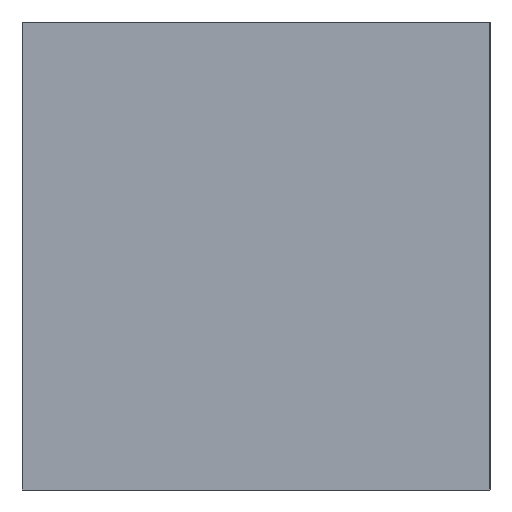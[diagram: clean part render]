
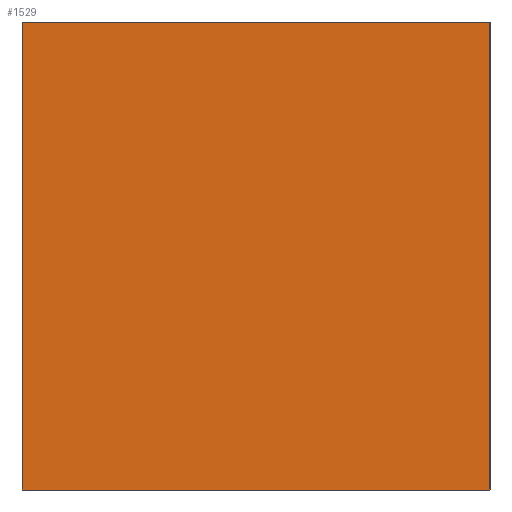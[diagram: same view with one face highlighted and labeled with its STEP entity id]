
A CAD part, front view. The second image highlights one B-rep face of the part: STEP entity #1529.
In plain terms, the highlighted planar face has unit normal (0, -1, 0).
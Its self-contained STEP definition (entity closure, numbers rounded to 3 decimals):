
#1529 = ADVANCED_FACE( '', ( #3152 ), #3153, .T. );
#3152 = FACE_OUTER_BOUND( '', #4796, .T. );
#3153 = PLANE( '', #4797 );
#4796 = EDGE_LOOP( '', ( #9907, #9908, #9909, #9910 ) );
#4797 = AXIS2_PLACEMENT_3D( '', #9911, #9912, #9913 );
#9907 = ORIENTED_EDGE( '', *, *, #10360, .T. );
#9908 = ORIENTED_EDGE( '', *, *, #11774, .T. );
#9909 = ORIENTED_EDGE( '', *, *, #10015, .T. );
#9910 = ORIENTED_EDGE( '', *, *, #11813, .T. );
#9911 = CARTESIAN_POINT( '', ( 0., 0., 0. ) );
#9912 = DIRECTION( '', ( 0., -1., 0. ) );
#9913 = DIRECTION( '', ( 0., 0., -1. ) );
#10015 = EDGE_CURVE( '', #11969, #11970, #11971, .T. );
#10360 = EDGE_CURVE( '', #12565, #12566, #12567, .T. );
#11774 = EDGE_CURVE( '', #12566, #11969, #14615, .T. );
#11813 = EDGE_CURVE( '', #11970, #12565, #14656, .T. );
#11969 = VERTEX_POINT( '', #14987 );
#11970 = VERTEX_POINT( '', #14988 );
#11971 = LINE( '', #14989, #14990 );
#12565 = VERTEX_POINT( '', #15983 );
#12566 = VERTEX_POINT( '', #15984 );
#12567 = LINE( '', #15985, #15986 );
#14615 = LINE( '', #19534, #19535 );
#14656 = LINE( '', #19632, #19633 );
#14987 = CARTESIAN_POINT( '', ( 60., 0., -60. ) );
#14988 = CARTESIAN_POINT( '', ( 60., 0., 60. ) );
#14989 = CARTESIAN_POINT( '', ( 60., 0., -60. ) );
#14990 = VECTOR( '', #19707, 1000. );
#15983 = CARTESIAN_POINT( '', ( -60., 0., 60. ) );
#15984 = CARTESIAN_POINT( '', ( -60., 0., -60. ) );
#15985 = CARTESIAN_POINT( '', ( -60., 0., 60. ) );
#15986 = VECTOR( '', #19901, 1000. );
#19534 = CARTESIAN_POINT( '', ( -60., 0., -60. ) );
#19535 = VECTOR( '', #20564, 1000. );
#19632 = CARTESIAN_POINT( '', ( 60., 0., 60. ) );
#19633 = VECTOR( '', #20594, 1000. );
#19707 = DIRECTION( '', ( 0., 0., 1. ) );
#19901 = DIRECTION( '', ( 0., 0., -1. ) );
#20564 = DIRECTION( '', ( 1., 0., 0. ) );
#20594 = DIRECTION( '', ( -1., 0., 0. ) );
